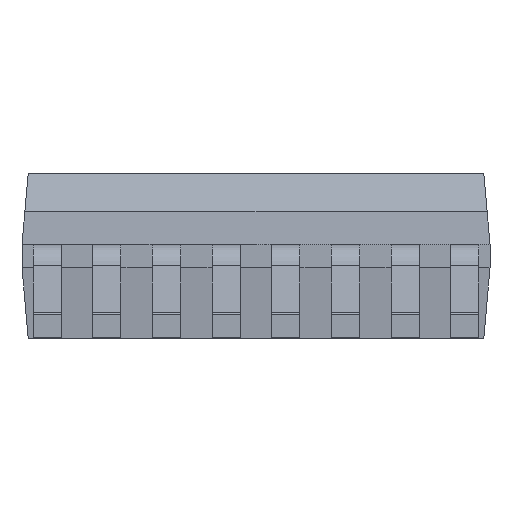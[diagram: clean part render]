
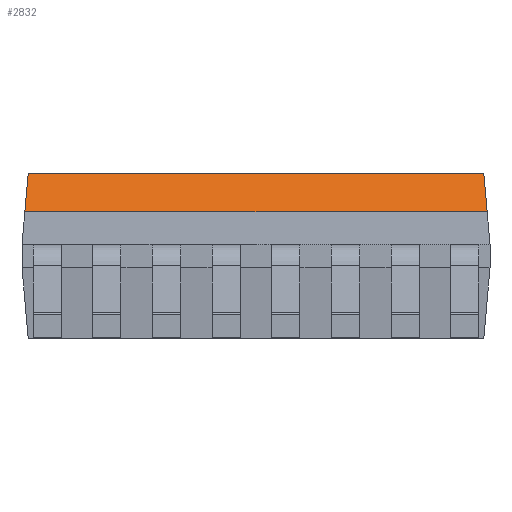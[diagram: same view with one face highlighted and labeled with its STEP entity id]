
A CAD part, left-side view. The second image highlights one B-rep face of the part: STEP entity #2832.
In plain terms, the highlighted planar face has unit normal (-0.643, 0, 0.766).
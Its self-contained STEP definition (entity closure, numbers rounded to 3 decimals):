
#572 = VERTEX_POINT('',#573);
#573 = CARTESIAN_POINT('',(-1.478,2.424,1.75));
#579 = EDGE_CURVE('',#572,#580,#582,.T.);
#580 = VERTEX_POINT('',#581);
#581 = CARTESIAN_POINT('',(-1.478,-2.424,1.75));
#582 = LINE('',#583,#584);
#583 = CARTESIAN_POINT('',(-1.478,-2.424,1.75));
#584 = VECTOR('',#585,1.);
#585 = DIRECTION('',(0.,-1.,0.));
#2637 = VERTEX_POINT('',#2638);
#2638 = CARTESIAN_POINT('',(-1.965,2.46,
    1.341));
#2644 = EDGE_CURVE('',#2637,#572,#2645,.T.);
#2645 = LINE('',#2646,#2647);
#2646 = CARTESIAN_POINT('',(-1.481,2.424,1.747
    ));
#2647 = VECTOR('',#2648,1.);
#2648 = DIRECTION('',(0.765,-0.056,0.642)
  );
#2662 = VERTEX_POINT('',#2663);
#2663 = CARTESIAN_POINT('',(-1.965,-2.46,
    1.341));
#2669 = EDGE_CURVE('',#2662,#2637,#2670,.T.);
#2670 = LINE('',#2671,#2672);
#2671 = CARTESIAN_POINT('',(-1.965,2.424,
    1.341));
#2672 = VECTOR('',#2673,1.);
#2673 = DIRECTION('',(0.,1.,-0.));
#2686 = EDGE_CURVE('',#580,#2662,#2687,.T.);
#2687 = LINE('',#2688,#2689);
#2688 = CARTESIAN_POINT('',(-1.267,-2.408,
    1.927));
#2689 = VECTOR('',#2690,1.);
#2690 = DIRECTION('',(-0.765,-0.056,
    -0.642));
#2832 = ADVANCED_FACE('',(#2833),#2839,.F.);
#2833 = FACE_BOUND('',#2834,.T.);
#2834 = EDGE_LOOP('',(#2835,#2836,#2837,#2838));
#2835 = ORIENTED_EDGE('',*,*,#2644,.F.);
#2836 = ORIENTED_EDGE('',*,*,#2669,.F.);
#2837 = ORIENTED_EDGE('',*,*,#2686,.F.);
#2838 = ORIENTED_EDGE('',*,*,#579,.F.);
#2839 = PLANE('',#2840);
#2840 = AXIS2_PLACEMENT_3D('',#2841,#2842,#2843);
#2841 = CARTESIAN_POINT('',(-1.478,2.49,1.75));
#2842 = DIRECTION('',(0.643,0.,-0.766
    ));
#2843 = DIRECTION('',(0.766,0.,0.643)
  );
